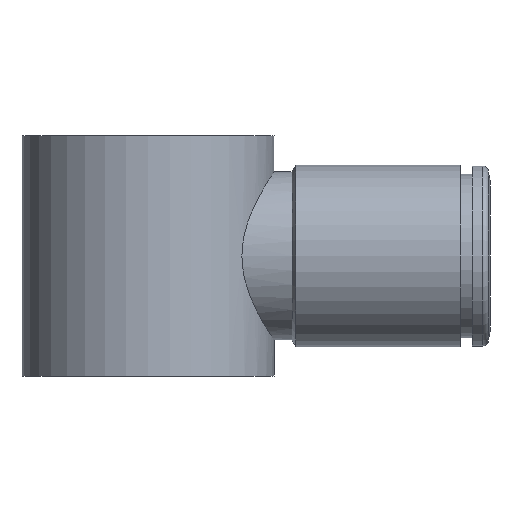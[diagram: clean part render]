
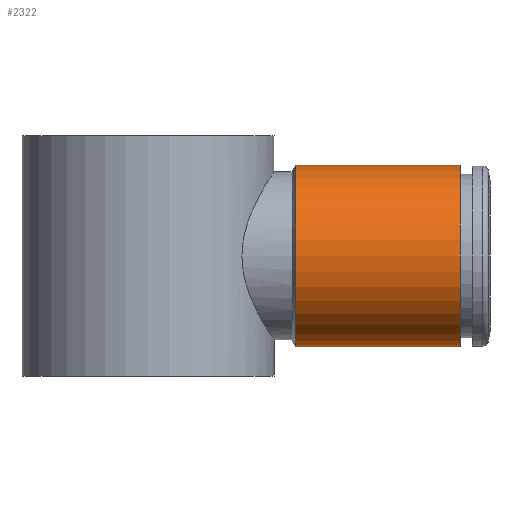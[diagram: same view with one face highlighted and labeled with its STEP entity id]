
A CAD part, front view. The second image highlights one B-rep face of the part: STEP entity #2322.
In plain terms, the highlighted cylindrical face has radius 7.55 mm (diameter 15.1 mm), a full revolution.
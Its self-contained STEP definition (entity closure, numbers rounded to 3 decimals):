
#381=CYLINDRICAL_SURFACE('',#2274,7.55);
#429=ORIENTED_EDGE('',*,*,#533,.T.);
#430=ORIENTED_EDGE('',*,*,#534,.F.);
#470=CIRCLE('',#2273,7.55);
#471=CIRCLE('',#2275,7.55);
#501=VERTEX_POINT('',#1526);
#502=VERTEX_POINT('',#1529);
#533=EDGE_CURVE('',#501,#501,#470,.T.);
#534=EDGE_CURVE('',#502,#502,#471,.T.);
#587=EDGE_LOOP('',(#429));
#588=EDGE_LOOP('',(#430));
#651=FACE_BOUND('',#587,.T.);
#652=FACE_BOUND('',#588,.T.);
#761=DIRECTION('',(-1.,0.,0.));
#762=DIRECTION('',(0.,7.55,0.));
#763=DIRECTION('',(-1.,0.,0.));
#764=DIRECTION('',(0.,1.,0.));
#765=DIRECTION('',(-1.,0.,0.));
#766=DIRECTION('',(0.,7.55,0.));
#1526=CARTESIAN_POINT('',(46.405,33.685,0.));
#1527=CARTESIAN_POINT('',(46.405,26.135,0.));
#1528=CARTESIAN_POINT('',(46.405,26.135,0.));
#1529=CARTESIAN_POINT('',(32.723,33.685,0.));
#1530=CARTESIAN_POINT('',(32.723,26.135,0.));
#2273=AXIS2_PLACEMENT_3D('',#1527,#761,#762);
#2274=AXIS2_PLACEMENT_3D('',#1528,#763,#764);
#2275=AXIS2_PLACEMENT_3D('',#1530,#765,#766);
#2322=ADVANCED_FACE('',(#651,#652),#381,.T.);
